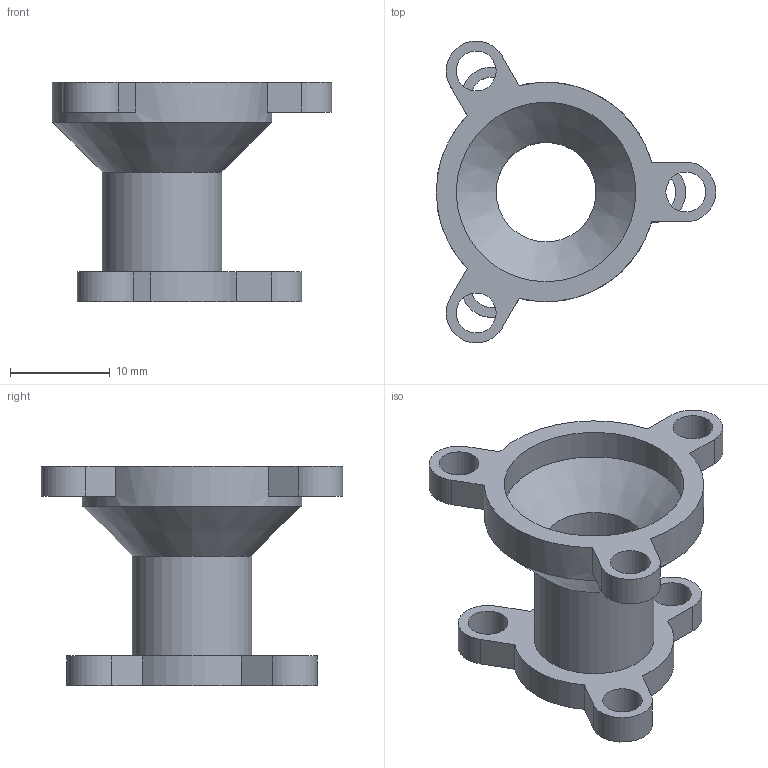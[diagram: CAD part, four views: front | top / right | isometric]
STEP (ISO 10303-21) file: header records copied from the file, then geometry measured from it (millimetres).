
FILE_DESCRIPTION(('STEP AP242'), '1');
FILE_NAME('itemPipe', '', ('UNSPECIFIED'), ('UNSPECIFIED'), 'C3D Converter', 'C3D Toolkit', '');
FILE_SCHEMA(('AP242_MANAGED_MODEL_BASED_3D_ENGINEERING_MIM_LF { 1 0 10303 442 1 1 4 }'));
Length unit declared in the file: millimetre
Bounding box: 28 x 30.25 x 22 mm (x, y, z)
Volume: 2218.4 mm3; surface area: 3066.3 mm2
Topology: 1 solids, 1 shells, 39 faces, 105 edges, 69 vertices
Faces by surface type: cylinder 19, plane 18, cone 2
Full cylindrical faces by diameter (mm): 4 x6, 10 x1, 12 x1, 18 x1, 22 x1
Entity records: 1243 total; most frequent: DIRECTION 218, CARTESIAN_POINT 202, ORIENTED_EDGE 186, EDGE_CURVE 93, AXIS2_PLACEMENT_3D 85, VERTEX_POINT 69, EDGE_LOOP 66, LINE 48
